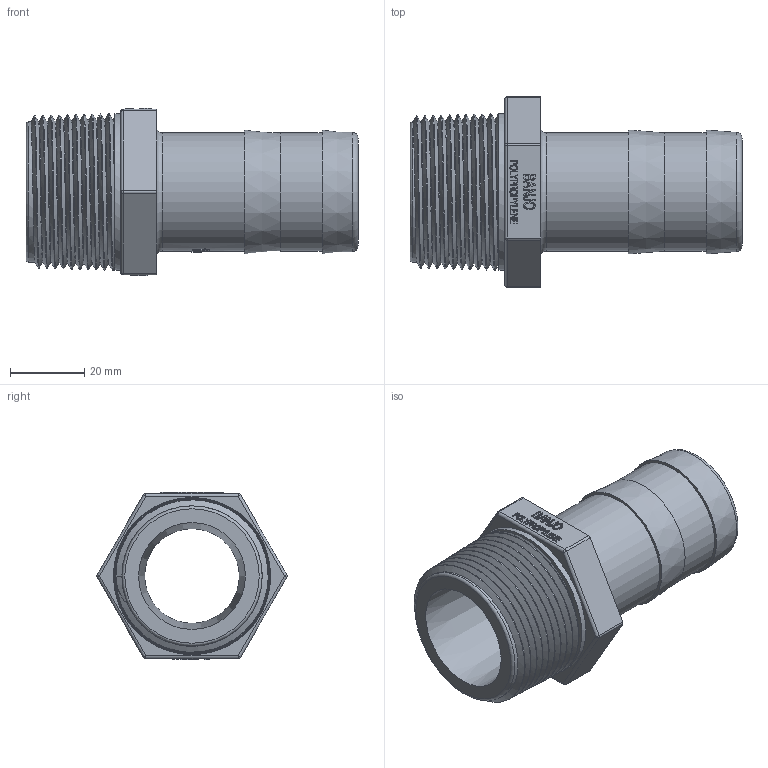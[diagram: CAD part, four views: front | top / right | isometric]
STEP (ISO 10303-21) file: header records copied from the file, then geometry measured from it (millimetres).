
FILE_DESCRIPTION(/* description */ ('1 1/4" NPT THREAD X 1 1/4" HOSE BARB'),/* implementation_level */ '2;1');
FILE_NAME(/* name */ 'HB125.stp',/* time_stamp */ '2013-12-17T10:41:50-05:00',/* author */ ('DCerny'),/* organization */ (''),/* preprocessor_version */ 'ST-DEVELOPER v15.2',/* originating_system */ 'Autodesk Inventor 2014',/* authorisation */ '');
FILE_SCHEMA (('AUTOMOTIVE_DESIGN { 1 0 10303 214 3 1 1 }'));
Length unit declared in the file: inch
Products named in the file (1): HB125
Bounding box: 89.15 x 51.09 x 44.96 mm (x, y, z)
Volume: 44549.1 mm3; surface area: 21802.3 mm2
Topology: 1 solids, 1 shells, 413 faces, 1068 edges, 703 vertices
Faces by surface type: plane 266, bspline 98, cylinder 24, cone 16, sphere 6, torus 3
Full cylindrical faces by diameter (mm): 25.4 x1, 31.75 x2, 42.164 x1
Entity records: 14699 total; most frequent: CARTESIAN_POINT 5488, ORIENTED_EDGE 2054, DIRECTION 1532, EDGE_CURVE 1027, LINE 730, VECTOR 730, VERTEX_POINT 683, EDGE_LOOP 462
